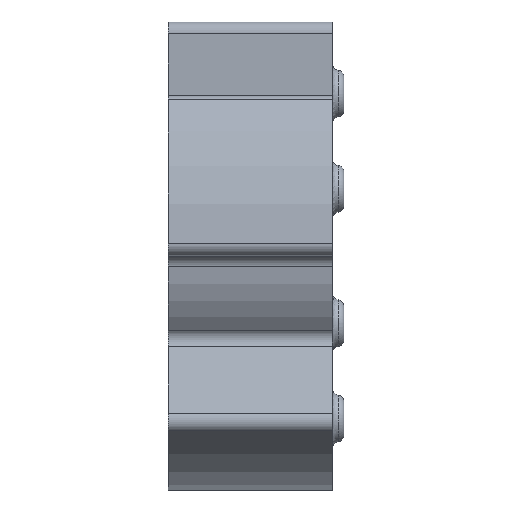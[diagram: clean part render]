
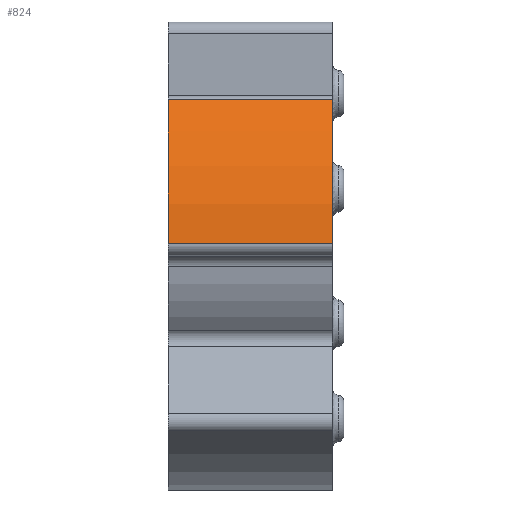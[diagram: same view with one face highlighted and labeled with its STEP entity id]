
A CAD part, left-side view. The second image highlights one B-rep face of the part: STEP entity #824.
In plain terms, the highlighted cylindrical face has radius 10 mm (diameter 20 mm), a partial arc.
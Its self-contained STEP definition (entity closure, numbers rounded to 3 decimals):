
#68=FACE_OUTER_BOUND('',#120,.T.);
#120=EDGE_LOOP('',(#615,#616,#617,#618));
#181=LINE('',#1426,#230);
#182=LINE('',#1429,#231);
#230=VECTOR('',#1107,10.);
#231=VECTOR('',#1110,10.);
#262=CIRCLE('',#890,10.);
#288=CIRCLE('',#926,10.);
#333=VERTEX_POINT('',#1288);
#334=VERTEX_POINT('',#1290);
#371=VERTEX_POINT('',#1422);
#373=VERTEX_POINT('',#1428);
#421=EDGE_CURVE('',#334,#333,#262,.T.);
#469=EDGE_CURVE('',#334,#371,#181,.T.);
#470=EDGE_CURVE('',#373,#333,#182,.T.);
#471=EDGE_CURVE('',#371,#373,#288,.T.);
#615=ORIENTED_EDGE('',*,*,#469,.F.);
#616=ORIENTED_EDGE('',*,*,#421,.T.);
#617=ORIENTED_EDGE('',*,*,#470,.F.);
#618=ORIENTED_EDGE('',*,*,#471,.F.);
#795=CYLINDRICAL_SURFACE('',#925,10.);
#824=ADVANCED_FACE('',(#68),#795,.T.);
#890=AXIS2_PLACEMENT_3D('',#1291,#1019,#1020);
#925=AXIS2_PLACEMENT_3D('',#1427,#1108,#1109);
#926=AXIS2_PLACEMENT_3D('',#1430,#1111,#1112);
#1019=DIRECTION('center_axis',(0.,1.,0.));
#1020=DIRECTION('ref_axis',(-1.,0.,0.));
#1107=DIRECTION('',(0.,1.,0.));
#1108=DIRECTION('center_axis',(0.,1.,0.));
#1109=DIRECTION('ref_axis',(-1.,0.,0.));
#1110=DIRECTION('',(0.,-1.,0.));
#1111=DIRECTION('center_axis',(0.,1.,0.));
#1112=DIRECTION('ref_axis',(-1.,0.,0.));
#1288=CARTESIAN_POINT('',(-7.433,0.,6.689));
#1290=CARTESIAN_POINT('',(-9.986,0.,0.526));
#1291=CARTESIAN_POINT('Origin',(0.,0.,0.));
#1422=CARTESIAN_POINT('',(-9.986,7.,0.526));
#1426=CARTESIAN_POINT('',(-9.986,0.,0.526));
#1427=CARTESIAN_POINT('Origin',(0.,0.,0.));
#1428=CARTESIAN_POINT('',(-7.433,7.,6.689));
#1429=CARTESIAN_POINT('',(-7.433,0.,6.689));
#1430=CARTESIAN_POINT('Origin',(0.,7.,0.));
